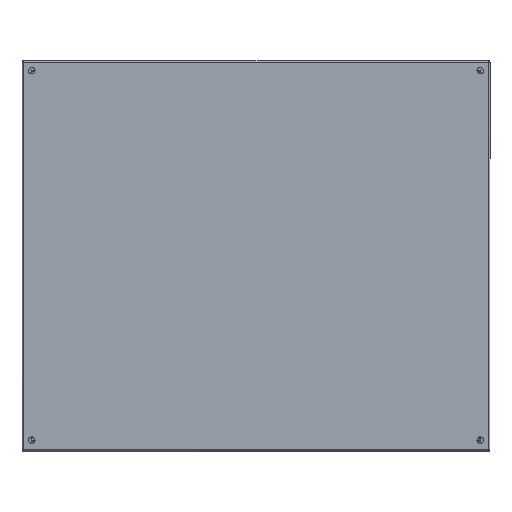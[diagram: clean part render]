
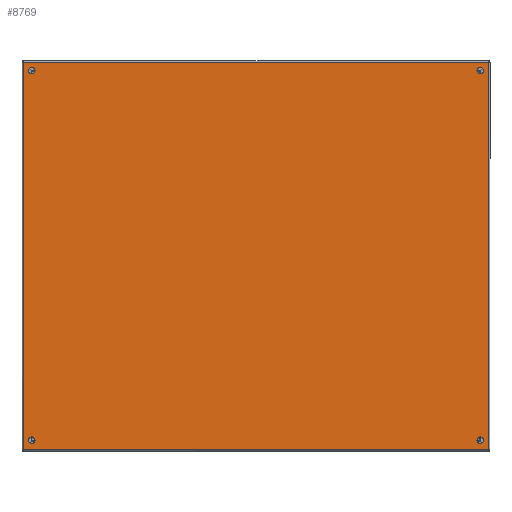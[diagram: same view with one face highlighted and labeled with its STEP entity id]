
A CAD part, top view. The second image highlights one B-rep face of the part: STEP entity #8769.
In plain terms, the highlighted face is planar.
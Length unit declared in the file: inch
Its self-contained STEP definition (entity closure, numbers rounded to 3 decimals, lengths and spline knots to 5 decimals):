
#83 = CARTESIAN_POINT ( 'NONE',  ( 0., 35.892, 14.892 ) ) ;
#675 = EDGE_CURVE ( 'NONE', #39075, #34981, #49345, .T. ) ;
#741 = AXIS2_PLACEMENT_3D ( 'NONE', #6072, #24816, #9803 ) ;
#1371 = FACE_OUTER_BOUND ( 'NONE', #17725, .T. ) ;
#1519 = DIRECTION ( 'NONE',  ( 1., 0., 0. ) ) ;
#1612 = FACE_BOUND ( 'NONE', #24540, .T. ) ;
#2435 = DIRECTION ( 'NONE',  ( 0., 1., 0. ) ) ;
#2473 = AXIS2_PLACEMENT_3D ( 'NONE', #19995, #16245, #32878 ) ;
#2664 = CARTESIAN_POINT ( 'NONE',  ( 0., 0.5, 14.25 ) ) ;
#3328 = DIRECTION ( 'NONE',  ( 1., 0., 0. ) ) ;
#3661 = EDGE_LOOP ( 'NONE', ( #26876, #47328 ) ) ;
#4199 = LINE ( 'NONE', #37036, #15629 ) ;
#5431 = ORIENTED_EDGE ( 'NONE', *, *, #42098, .T. ) ;
#5601 = CARTESIAN_POINT ( 'NONE',  ( 0., 0.5, -14.17789 ) ) ;
#5700 = CIRCLE ( 'NONE', #46412, 0.25 ) ;
#5703 = CARTESIAN_POINT ( 'NONE',  ( 0., 0.108, -14.892 ) ) ;
#5709 = DIRECTION ( 'NONE',  ( 0., 0., -1. ) ) ;
#6017 = CARTESIAN_POINT ( 'NONE',  ( 0., 0.108, 14.892 ) ) ;
#6072 = CARTESIAN_POINT ( 'NONE',  ( 0., 35.25, 14.25 ) ) ;
#6677 = DIRECTION ( 'NONE',  ( 0., 1., 0. ) ) ;
#7523 = DIRECTION ( 'NONE',  ( 0., 1., 0. ) ) ;
#7991 = CIRCLE ( 'NONE', #13575, 0.25 ) ;
#8244 = ORIENTED_EDGE ( 'NONE', *, *, #19628, .F. ) ;
#8402 = VECTOR ( 'NONE', #5709, 39.37008 ) ;
#8769 = ADVANCED_FACE ( 'NONE', ( #20268, #1371, #27983, #9045, #1612 ), #36998, .F. ) ;
#9045 = FACE_BOUND ( 'NONE', #38732, .T. ) ;
#9397 = ORIENTED_EDGE ( 'NONE', *, *, #675, .T. ) ;
#9803 = DIRECTION ( 'NONE',  ( 0., 1., 0. ) ) ;
#10687 = VERTEX_POINT ( 'NONE', #12616 ) ;
#10770 = LINE ( 'NONE', #11270, #44025 ) ;
#11117 = AXIS2_PLACEMENT_3D ( 'NONE', #44266, #47303, #21273 ) ;
#11165 = CIRCLE ( 'NONE', #2473, 0.25 ) ;
#11270 = CARTESIAN_POINT ( 'NONE',  ( 0., 0.072, -14.892 ) ) ;
#12402 = VERTEX_POINT ( 'NONE', #36803 ) ;
#12616 = CARTESIAN_POINT ( 'NONE',  ( 0., 35.5, -14.17789 ) ) ;
#13575 = AXIS2_PLACEMENT_3D ( 'NONE', #22921, #33626, #30852 ) ;
#13700 = ORIENTED_EDGE ( 'NONE', *, *, #20592, .F. ) ;
#14264 = DIRECTION ( 'NONE',  ( 0., -1., 0. ) ) ;
#15345 = DIRECTION ( 'NONE',  ( 1., 0., 0. ) ) ;
#15629 = VECTOR ( 'NONE', #40561, 39.37008 ) ;
#16116 = CARTESIAN_POINT ( 'NONE',  ( 0., 35.25, -14.17789 ) ) ;
#16245 = DIRECTION ( 'NONE',  ( 1., 0., 0. ) ) ;
#17360 = DIRECTION ( 'NONE',  ( 1., 0., 0. ) ) ;
#17725 = EDGE_LOOP ( 'NONE', ( #31076, #13700, #46266, #8244 ) ) ;
#17867 = EDGE_CURVE ( 'NONE', #43075, #12402, #38902, .T. ) ;
#17908 = DIRECTION ( 'NONE',  ( 1., 0., 0. ) ) ;
#18797 = EDGE_CURVE ( 'NONE', #34981, #39075, #21476, .T. ) ;
#19358 = CIRCLE ( 'NONE', #24948, 0.25 ) ;
#19628 = EDGE_CURVE ( 'NONE', #20711, #38182, #10770, .T. ) ;
#19995 = CARTESIAN_POINT ( 'NONE',  ( 0., 0.75, -14.17789 ) ) ;
#20268 = FACE_BOUND ( 'NONE', #26872, .T. ) ;
#20592 = EDGE_CURVE ( 'NONE', #22200, #25685, #46716, .T. ) ;
#20711 = VERTEX_POINT ( 'NONE', #5703 ) ;
#21273 = DIRECTION ( 'NONE',  ( 0., 1., 0. ) ) ;
#21476 = CIRCLE ( 'NONE', #11117, 0.25 ) ;
#21879 = CARTESIAN_POINT ( 'NONE',  ( 0., 35.25, -14.17789 ) ) ;
#21970 = CARTESIAN_POINT ( 'NONE',  ( 0., 0.072, 14.928 ) ) ;
#22200 = VERTEX_POINT ( 'NONE', #83 ) ;
#22850 = CARTESIAN_POINT ( 'NONE',  ( 0., 35., -14.17789 ) ) ;
#22921 = CARTESIAN_POINT ( 'NONE',  ( 0., 0.75, -14.17789 ) ) ;
#23396 = EDGE_CURVE ( 'NONE', #36557, #26271, #11165, .T. ) ;
#23437 = CARTESIAN_POINT ( 'NONE',  ( 0., 0.072, 14.892 ) ) ;
#24163 = EDGE_CURVE ( 'NONE', #10687, #46018, #5700, .T. ) ;
#24540 = EDGE_LOOP ( 'NONE', ( #29748, #37510 ) ) ;
#24816 = DIRECTION ( 'NONE',  ( 1., 0., 0. ) ) ;
#24933 = EDGE_CURVE ( 'NONE', #12402, #43075, #19358, .T. ) ;
#24948 = AXIS2_PLACEMENT_3D ( 'NONE', #29609, #17908, #6677 ) ;
#25685 = VERTEX_POINT ( 'NONE', #6017 ) ;
#26271 = VERTEX_POINT ( 'NONE', #41047 ) ;
#26872 = EDGE_LOOP ( 'NONE', ( #30342, #9397 ) ) ;
#26876 = ORIENTED_EDGE ( 'NONE', *, *, #24933, .T. ) ;
#27392 = CARTESIAN_POINT ( 'NONE',  ( 0., 0.75, 14.25 ) ) ;
#27730 = AXIS2_PLACEMENT_3D ( 'NONE', #27392, #1519, #42432 ) ;
#27983 = FACE_BOUND ( 'NONE', #3661, .T. ) ;
#28145 = CARTESIAN_POINT ( 'NONE',  ( 0., 0.108, 14.928 ) ) ;
#29609 = CARTESIAN_POINT ( 'NONE',  ( 0., 35.25, 14.25 ) ) ;
#29748 = ORIENTED_EDGE ( 'NONE', *, *, #24163, .T. ) ;
#30342 = ORIENTED_EDGE ( 'NONE', *, *, #18797, .T. ) ;
#30852 = DIRECTION ( 'NONE',  ( 0., 1., 0. ) ) ;
#31076 = ORIENTED_EDGE ( 'NONE', *, *, #33665, .F. ) ;
#31881 = LINE ( 'NONE', #28145, #8402 ) ;
#32173 = CIRCLE ( 'NONE', #36187, 0.25 ) ;
#32553 = CARTESIAN_POINT ( 'NONE',  ( 0., 35., 14.25 ) ) ;
#32847 = EDGE_CURVE ( 'NONE', #46018, #10687, #32173, .T. ) ;
#32878 = DIRECTION ( 'NONE',  ( 0., 1., 0. ) ) ;
#33626 = DIRECTION ( 'NONE',  ( 1., 0., 0. ) ) ;
#33665 = EDGE_CURVE ( 'NONE', #25685, #20711, #31881, .T. ) ;
#34615 = CARTESIAN_POINT ( 'NONE',  ( 0., 35.892, -14.892 ) ) ;
#34981 = VERTEX_POINT ( 'NONE', #42584 ) ;
#35401 = DIRECTION ( 'NONE',  ( 0., -1., 0. ) ) ;
#35817 = AXIS2_PLACEMENT_3D ( 'NONE', #21970, #3328, #14264 ) ;
#36187 = AXIS2_PLACEMENT_3D ( 'NONE', #21879, #15345, #44936 ) ;
#36557 = VERTEX_POINT ( 'NONE', #5601 ) ;
#36803 = CARTESIAN_POINT ( 'NONE',  ( 0., 35.5, 14.25 ) ) ;
#36998 = PLANE ( 'NONE',  #35817 ) ;
#37036 = CARTESIAN_POINT ( 'NONE',  ( 0., 35.892, 14.928 ) ) ;
#37510 = ORIENTED_EDGE ( 'NONE', *, *, #32847, .T. ) ;
#38182 = VERTEX_POINT ( 'NONE', #34615 ) ;
#38238 = ORIENTED_EDGE ( 'NONE', *, *, #23396, .T. ) ;
#38732 = EDGE_LOOP ( 'NONE', ( #5431, #38238 ) ) ;
#38902 = CIRCLE ( 'NONE', #741, 0.25 ) ;
#39075 = VERTEX_POINT ( 'NONE', #2664 ) ;
#39174 = VECTOR ( 'NONE', #35401, 39.37008 ) ;
#40561 = DIRECTION ( 'NONE',  ( 0., 0., 1. ) ) ;
#41047 = CARTESIAN_POINT ( 'NONE',  ( 0., 1., -14.17789 ) ) ;
#42098 = EDGE_CURVE ( 'NONE', #26271, #36557, #7991, .T. ) ;
#42432 = DIRECTION ( 'NONE',  ( 0., 1., 0. ) ) ;
#42584 = CARTESIAN_POINT ( 'NONE',  ( 0., 1., 14.25 ) ) ;
#43075 = VERTEX_POINT ( 'NONE', #32553 ) ;
#44025 = VECTOR ( 'NONE', #7523, 39.37008 ) ;
#44266 = CARTESIAN_POINT ( 'NONE',  ( 0., 0.75, 14.25 ) ) ;
#44936 = DIRECTION ( 'NONE',  ( 0., 1., 0. ) ) ;
#46018 = VERTEX_POINT ( 'NONE', #22850 ) ;
#46266 = ORIENTED_EDGE ( 'NONE', *, *, #47358, .F. ) ;
#46412 = AXIS2_PLACEMENT_3D ( 'NONE', #16116, #17360, #2435 ) ;
#46716 = LINE ( 'NONE', #23437, #39174 ) ;
#47303 = DIRECTION ( 'NONE',  ( 1., 0., 0. ) ) ;
#47328 = ORIENTED_EDGE ( 'NONE', *, *, #17867, .T. ) ;
#47358 = EDGE_CURVE ( 'NONE', #38182, #22200, #4199, .T. ) ;
#49345 = CIRCLE ( 'NONE', #27730, 0.25 ) ;
